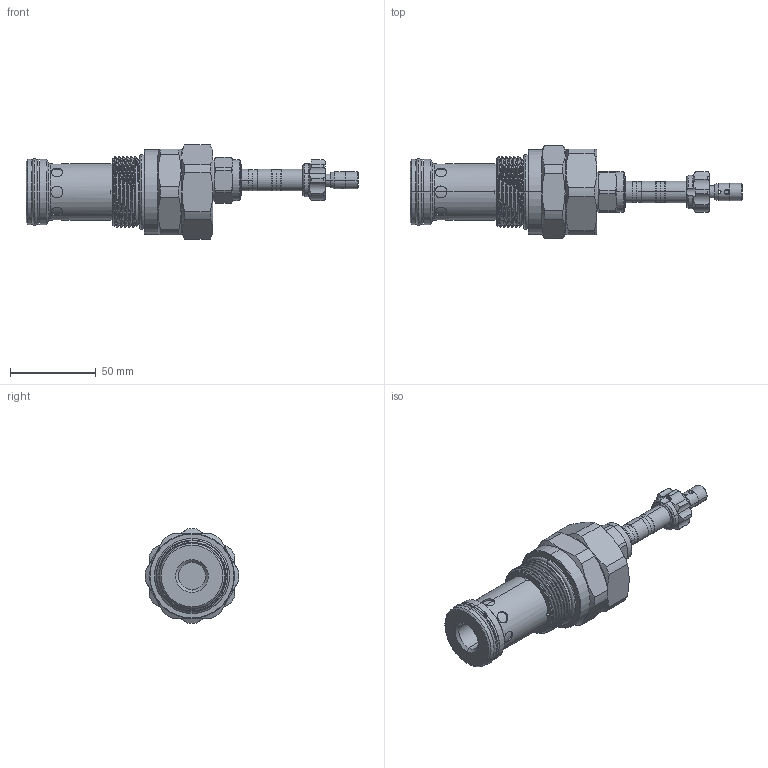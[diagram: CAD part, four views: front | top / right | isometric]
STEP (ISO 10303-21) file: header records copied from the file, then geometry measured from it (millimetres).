
FILE_DESCRIPTION (( 'STEP AP203' ), '1' );
FILE_NAME ('EP04E2A04T05.STEP', '2020-03-31T08:17:42', ( '' ), ( '' ), 'SwSTEP 2.0', 'SolidWorks 2018', '' );
FILE_SCHEMA (( 'CONFIG_CONTROL_DESIGN' ));
Length unit declared in the file: millimetre
Products named in the file (1): EP04E2A04T05
Bounding box: 193.7 x 54.46 x 55.08 mm (x, y, z)
Volume: 163791.7 mm3; surface area: 38124.2 mm2
Topology: 14 solids, 14 shells, 590 faces, 1431 edges, 889 vertices
Faces by surface type: cylinder 295, cone 137, plane 97, torus 48, bspline 13
Entity records: 30398 total; most frequent: CARTESIAN_POINT 17062, ORIENTED_EDGE 2854, DIRECTION 2732, EDGE_CURVE 1427, AXIS2_PLACEMENT_3D 1134, VERTEX_POINT 889, EDGE_LOOP 654, FACE_OUTER_BOUND 590
